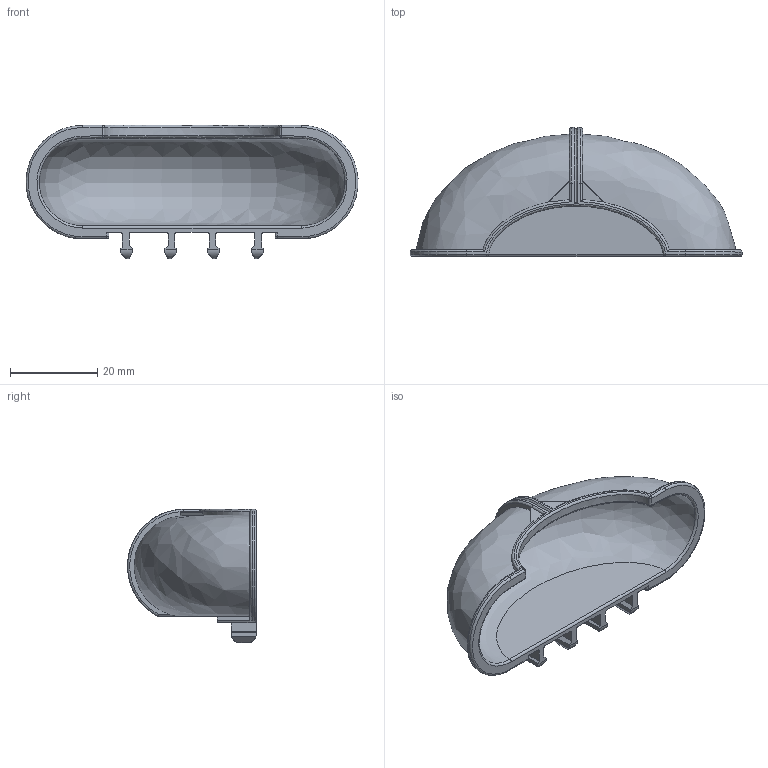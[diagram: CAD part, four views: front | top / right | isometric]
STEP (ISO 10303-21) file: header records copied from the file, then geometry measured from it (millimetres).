
FILE_DESCRIPTION (( 'STEP AP203' ), '1' );
FILE_NAME ('10-00539-001e.step', '2014-05-12T20:54:14', ( 'Nicholas Morozovsky' ), ( '' ), 'SwSTEP 2.0', 'SolidWorks 2012', '' );
FILE_SCHEMA (( 'CONFIG_CONTROL_DESIGN' ));
Length unit declared in the file: millimetre
Products named in the file (1): 10-00539-001e
Bounding box: 75.95 x 29.5 x 30.5 mm (x, y, z)
Volume: 6559.2 mm3; surface area: 8866 mm2
Topology: 1 solids, 1 shells, 139 faces, 369 edges, 226 vertices
Faces by surface type: plane 63, cylinder 43, bspline 23, sphere 6, torus 4
Entity records: 7282 total; most frequent: CARTESIAN_POINT 4031, ORIENTED_EDGE 726, DIRECTION 579, EDGE_CURVE 363, VERTEX_POINT 226, LINE 209, VECTOR 209, AXIS2_PLACEMENT_3D 185
